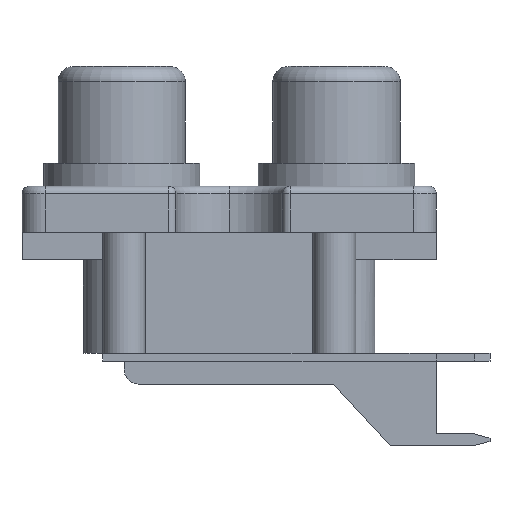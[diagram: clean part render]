
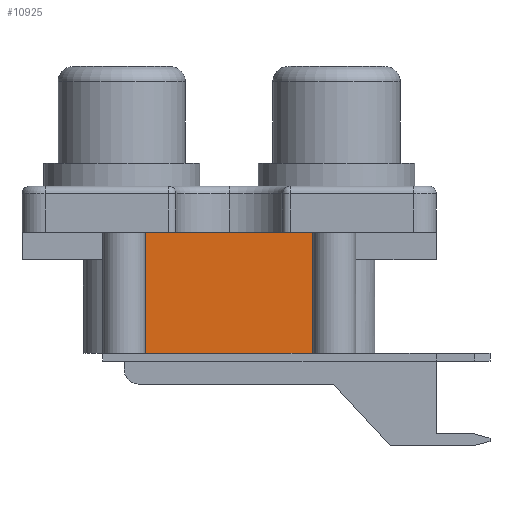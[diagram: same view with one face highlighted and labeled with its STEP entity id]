
A CAD part, left-side view. The second image highlights one B-rep face of the part: STEP entity #10925.
In plain terms, the highlighted planar face has unit normal (-1, 0, 0).
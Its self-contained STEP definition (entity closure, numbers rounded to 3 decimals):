
#102 = CARTESIAN_POINT ( 'NONE',  ( -2.75, -6.376, -3.335 ) ) ;
#107 = VERTEX_POINT ( 'NONE', #1323 ) ;
#1323 = CARTESIAN_POINT ( 'NONE',  ( -2.75, 4.524, -9.435 ) ) ;
#1483 = EDGE_CURVE ( 'NONE', #2356, #2469, #11031, .T. ) ;
#1531 = DIRECTION ( 'NONE',  ( 0., 0., -1. ) ) ;
#1966 = EDGE_CURVE ( 'NONE', #6977, #107, #6661, .T. ) ;
#2315 = EDGE_LOOP ( 'NONE', ( #4313, #5305, #9984, #5159 ) ) ;
#2356 = VERTEX_POINT ( 'NONE', #3913 ) ;
#2469 = VERTEX_POINT ( 'NONE', #11935 ) ;
#2511 = DIRECTION ( 'NONE',  ( 0., 1., 0. ) ) ;
#2512 = VECTOR ( 'NONE', #11589, 1000. ) ;
#3022 = DIRECTION ( 'NONE',  ( 1., 0., 0. ) ) ;
#3132 = CARTESIAN_POINT ( 'NONE',  ( -2.75, 12.574, -3.335 ) ) ;
#3522 = EDGE_CURVE ( 'NONE', #107, #2469, #7400, .T. ) ;
#3809 = DIRECTION ( 'NONE',  ( 0., 1., 0. ) ) ;
#3913 = CARTESIAN_POINT ( 'NONE',  ( -2.75, -6.376, -1.535 ) ) ;
#4043 = CARTESIAN_POINT ( 'NONE',  ( -2.75, -6.376, -9.435 ) ) ;
#4313 = ORIENTED_EDGE ( 'NONE', *, *, #3522, .F. ) ;
#5159 = ORIENTED_EDGE ( 'NONE', *, *, #1483, .T. ) ;
#5305 = ORIENTED_EDGE ( 'NONE', *, *, #1966, .F. ) ;
#5321 = CARTESIAN_POINT ( 'NONE',  ( -2.75, 12.574, -1.535 ) ) ;
#5408 = CARTESIAN_POINT ( 'NONE',  ( -2.75, 4.524, -3.335 ) ) ;
#5780 = VECTOR ( 'NONE', #3809, 1000. ) ;
#6661 = LINE ( 'NONE', #9562, #5780 ) ;
#6977 = VERTEX_POINT ( 'NONE', #4043 ) ;
#7400 = LINE ( 'NONE', #5408, #8165 ) ;
#7576 = VECTOR ( 'NONE', #2511, 1000. ) ;
#7642 = DIRECTION ( 'NONE',  ( 0., 0., 1. ) ) ;
#8165 = VECTOR ( 'NONE', #7642, 1000. ) ;
#8745 = LINE ( 'NONE', #102, #2512 ) ;
#9562 = CARTESIAN_POINT ( 'NONE',  ( -2.75, 12.574, -9.435 ) ) ;
#9668 = PLANE ( 'NONE',  #11097 ) ;
#9984 = ORIENTED_EDGE ( 'NONE', *, *, #11898, .T. ) ;
#10730 = FACE_OUTER_BOUND ( 'NONE', #2315, .T. ) ;
#10925 = ADVANCED_FACE ( 'NONE', ( #10730 ), #9668, .F. ) ;
#11031 = LINE ( 'NONE', #5321, #7576 ) ;
#11097 = AXIS2_PLACEMENT_3D ( 'NONE', #3132, #3022, #1531 ) ;
#11589 = DIRECTION ( 'NONE',  ( 0., 0., 1. ) ) ;
#11898 = EDGE_CURVE ( 'NONE', #6977, #2356, #8745, .T. ) ;
#11935 = CARTESIAN_POINT ( 'NONE',  ( -2.75, 4.524, -1.535 ) ) ;
